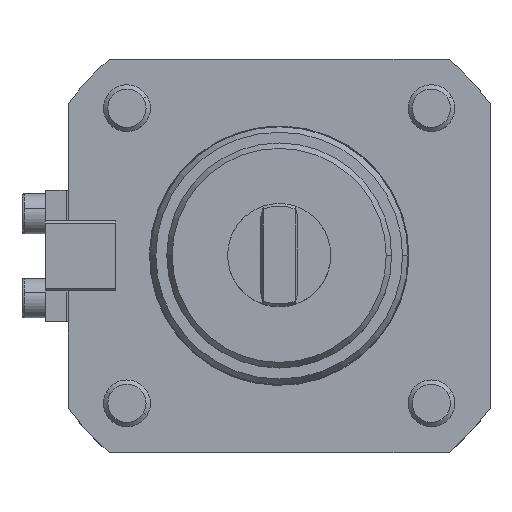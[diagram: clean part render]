
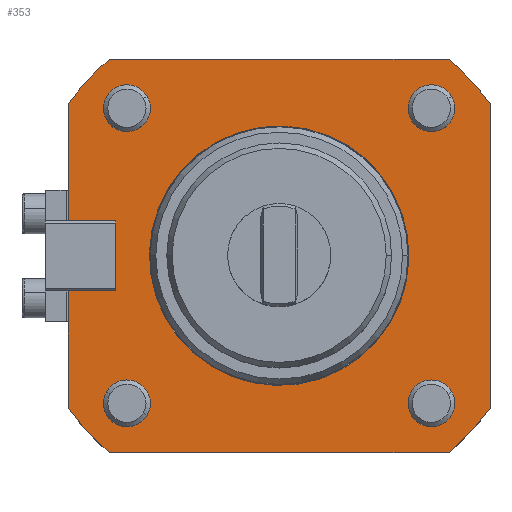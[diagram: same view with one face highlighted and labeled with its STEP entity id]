
A CAD part, top view. The second image highlights one B-rep face of the part: STEP entity #353.
In plain terms, the highlighted planar face has unit normal (0, 0, 1).
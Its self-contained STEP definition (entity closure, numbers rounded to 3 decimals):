
#120=CARTESIAN_POINT('',(-36.28,42.,0.));
#121=VERTEX_POINT('',#120);
#122=CARTESIAN_POINT('',(36.28,42.,-0.));
#123=VERTEX_POINT('',#122);
#124=CARTESIAN_POINT('',(-36.28,42.,0.));
#125=DIRECTION('',(1.,0.,-0.));
#126=VECTOR('',#125,72.56);
#127=LINE('',#124,#126);
#128=EDGE_CURVE('',#121,#123,#127,.T.);
#155=CARTESIAN_POINT('',(0.,-0.,-0.));
#156=DIRECTION('',(0.,-0.,1.));
#157=DIRECTION('',(-0.,-1.,-0.));
#158=AXIS2_PLACEMENT_3D('',#155,#156,#157);
#159=PLANE('',#158);
#160=ORIENTED_EDGE('',*,*,#128,.F.);
#161=CARTESIAN_POINT('',(-45.,32.485,0.));
#162=VERTEX_POINT('',#161);
#163=CARTESIAN_POINT('',(-0.,0.,-0.));
#164=DIRECTION('',(0.,-0.,1.));
#165=DIRECTION('',(-1.,0.,0.));
#166=AXIS2_PLACEMENT_3D('',#163,#164,#165);
#167=CIRCLE('',#166,55.5);
#168=EDGE_CURVE('',#121,#162,#167,.T.);
#169=ORIENTED_EDGE('',*,*,#168,.T.);
#170=CARTESIAN_POINT('',(-45.,7.5,0.));
#171=VERTEX_POINT('',#170);
#172=CARTESIAN_POINT('',(-45.,7.5,0.));
#173=DIRECTION('',(0.,1.,-0.));
#174=VECTOR('',#173,24.985);
#175=LINE('',#172,#174);
#176=EDGE_CURVE('',#171,#162,#175,.T.);
#177=ORIENTED_EDGE('',*,*,#176,.F.);
#178=CARTESIAN_POINT('',(-34.9,7.5,-0.));
#179=VERTEX_POINT('',#178);
#180=CARTESIAN_POINT('',(-34.9,7.5,-0.));
#181=DIRECTION('',(-1.,0.,0.));
#182=VECTOR('',#181,10.1);
#183=LINE('',#180,#182);
#184=EDGE_CURVE('',#179,#171,#183,.T.);
#185=ORIENTED_EDGE('',*,*,#184,.F.);
#186=CARTESIAN_POINT('',(-34.9,-7.5,-0.));
#187=VERTEX_POINT('',#186);
#188=CARTESIAN_POINT('',(-34.9,-7.5,-0.));
#189=DIRECTION('',(0.,1.,0.));
#190=VECTOR('',#189,15.);
#191=LINE('',#188,#190);
#192=EDGE_CURVE('',#187,#179,#191,.T.);
#193=ORIENTED_EDGE('',*,*,#192,.F.);
#194=CARTESIAN_POINT('',(-45.,-7.5,0.));
#195=VERTEX_POINT('',#194);
#196=CARTESIAN_POINT('',(-45.,-7.5,0.));
#197=DIRECTION('',(1.,0.,-0.));
#198=VECTOR('',#197,10.1);
#199=LINE('',#196,#198);
#200=EDGE_CURVE('',#195,#187,#199,.T.);
#201=ORIENTED_EDGE('',*,*,#200,.F.);
#202=CARTESIAN_POINT('',(-45.,-32.485,0.));
#203=VERTEX_POINT('',#202);
#204=CARTESIAN_POINT('',(-45.,-32.485,0.));
#205=DIRECTION('',(0.,1.,0.));
#206=VECTOR('',#205,24.985);
#207=LINE('',#204,#206);
#208=EDGE_CURVE('',#203,#195,#207,.T.);
#209=ORIENTED_EDGE('',*,*,#208,.F.);
#210=CARTESIAN_POINT('',(-36.28,-42.,0.));
#211=VERTEX_POINT('',#210);
#212=CARTESIAN_POINT('',(-0.,0.,-0.));
#213=DIRECTION('',(0.,-0.,1.));
#214=DIRECTION('',(-1.,0.,0.));
#215=AXIS2_PLACEMENT_3D('',#212,#213,#214);
#216=CIRCLE('',#215,55.5);
#217=EDGE_CURVE('',#203,#211,#216,.T.);
#218=ORIENTED_EDGE('',*,*,#217,.T.);
#219=CARTESIAN_POINT('',(36.28,-42.,-0.));
#220=VERTEX_POINT('',#219);
#221=CARTESIAN_POINT('',(36.28,-42.,-0.));
#222=DIRECTION('',(-1.,0.,0.));
#223=VECTOR('',#222,72.56);
#224=LINE('',#221,#223);
#225=EDGE_CURVE('',#220,#211,#224,.T.);
#226=ORIENTED_EDGE('',*,*,#225,.F.);
#227=CARTESIAN_POINT('',(45.,-32.485,-0.));
#228=VERTEX_POINT('',#227);
#229=CARTESIAN_POINT('',(-0.,0.,-0.));
#230=DIRECTION('',(0.,-0.,1.));
#231=DIRECTION('',(-1.,0.,0.));
#232=AXIS2_PLACEMENT_3D('',#229,#230,#231);
#233=CIRCLE('',#232,55.5);
#234=EDGE_CURVE('',#220,#228,#233,.T.);
#235=ORIENTED_EDGE('',*,*,#234,.T.);
#236=CARTESIAN_POINT('',(45.,32.485,-0.));
#237=VERTEX_POINT('',#236);
#238=CARTESIAN_POINT('',(45.,32.485,-0.));
#239=DIRECTION('',(0.,-1.,-0.));
#240=VECTOR('',#239,64.969);
#241=LINE('',#238,#240);
#242=EDGE_CURVE('',#237,#228,#241,.T.);
#243=ORIENTED_EDGE('',*,*,#242,.F.);
#244=CARTESIAN_POINT('',(-0.,0.,-0.));
#245=DIRECTION('',(0.,-0.,1.));
#246=DIRECTION('',(-1.,0.,0.));
#247=AXIS2_PLACEMENT_3D('',#244,#245,#246);
#248=CIRCLE('',#247,55.5);
#249=EDGE_CURVE('',#237,#123,#248,.T.);
#250=ORIENTED_EDGE('',*,*,#249,.T.);
#251=EDGE_LOOP('',(#160,#169,#177,#185,#193,#201,#209,#218,#226,#235,#243,#250));
#252=FACE_BOUND('',#251,.T.);
#253=CARTESIAN_POINT('',(27.5,-0.,-0.));
#254=VERTEX_POINT('',#253);
#255=CARTESIAN_POINT('',(-27.5,-0.,-0.));
#256=VERTEX_POINT('',#255);
#257=CARTESIAN_POINT('',(-0.,0.,-0.));
#258=DIRECTION('',(0.,-0.,1.));
#259=DIRECTION('',(1.,-0.,-0.));
#260=AXIS2_PLACEMENT_3D('',#257,#258,#259);
#261=CIRCLE('',#260,27.5);
#262=EDGE_CURVE('',#254,#256,#261,.T.);
#263=ORIENTED_EDGE('',*,*,#262,.F.);
#264=CARTESIAN_POINT('',(-0.,0.,-0.));
#265=DIRECTION('',(0.,-0.,1.));
#266=DIRECTION('',(1.,-0.,-0.));
#267=AXIS2_PLACEMENT_3D('',#264,#265,#266);
#268=CIRCLE('',#267,27.5);
#269=EDGE_CURVE('',#256,#254,#268,.T.);
#270=ORIENTED_EDGE('',*,*,#269,.F.);
#271=EDGE_LOOP('',(#263,#270));
#272=FACE_BOUND('',#271,.T.);
#273=CARTESIAN_POINT('',(36.83,-29.,-0.));
#274=VERTEX_POINT('',#273);
#275=CARTESIAN_POINT('',(28.17,-34.,-0.));
#276=VERTEX_POINT('',#275);
#277=CARTESIAN_POINT('',(32.5,-31.5,-0.));
#278=DIRECTION('',(-0.,0.,-1.));
#279=DIRECTION('',(-0.866,-0.5,0.));
#280=AXIS2_PLACEMENT_3D('',#277,#278,#279);
#281=CIRCLE('',#280,5.);
#282=EDGE_CURVE('',#274,#276,#281,.T.);
#283=ORIENTED_EDGE('',*,*,#282,.T.);
#284=CARTESIAN_POINT('',(32.5,-31.5,-0.));
#285=DIRECTION('',(-0.,0.,-1.));
#286=DIRECTION('',(-0.866,-0.5,0.));
#287=AXIS2_PLACEMENT_3D('',#284,#285,#286);
#288=CIRCLE('',#287,5.);
#289=EDGE_CURVE('',#276,#274,#288,.T.);
#290=ORIENTED_EDGE('',*,*,#289,.T.);
#291=EDGE_LOOP('',(#283,#290));
#292=FACE_BOUND('',#291,.T.);
#293=CARTESIAN_POINT('',(-28.17,34.,0.));
#294=VERTEX_POINT('',#293);
#295=CARTESIAN_POINT('',(-36.83,29.,0.));
#296=VERTEX_POINT('',#295);
#297=CARTESIAN_POINT('',(-32.5,31.5,0.));
#298=DIRECTION('',(-0.,0.,-1.));
#299=DIRECTION('',(-0.866,-0.5,0.));
#300=AXIS2_PLACEMENT_3D('',#297,#298,#299);
#301=CIRCLE('',#300,5.);
#302=EDGE_CURVE('',#294,#296,#301,.T.);
#303=ORIENTED_EDGE('',*,*,#302,.T.);
#304=CARTESIAN_POINT('',(-32.5,31.5,0.));
#305=DIRECTION('',(-0.,0.,-1.));
#306=DIRECTION('',(-0.866,-0.5,0.));
#307=AXIS2_PLACEMENT_3D('',#304,#305,#306);
#308=CIRCLE('',#307,5.);
#309=EDGE_CURVE('',#296,#294,#308,.T.);
#310=ORIENTED_EDGE('',*,*,#309,.T.);
#311=EDGE_LOOP('',(#303,#310));
#312=FACE_BOUND('',#311,.T.);
#313=CARTESIAN_POINT('',(36.83,34.,-0.));
#314=VERTEX_POINT('',#313);
#315=CARTESIAN_POINT('',(28.17,29.,-0.));
#316=VERTEX_POINT('',#315);
#317=CARTESIAN_POINT('',(32.5,31.5,-0.));
#318=DIRECTION('',(-0.,0.,-1.));
#319=DIRECTION('',(-0.866,-0.5,0.));
#320=AXIS2_PLACEMENT_3D('',#317,#318,#319);
#321=CIRCLE('',#320,5.);
#322=EDGE_CURVE('',#314,#316,#321,.T.);
#323=ORIENTED_EDGE('',*,*,#322,.T.);
#324=CARTESIAN_POINT('',(32.5,31.5,-0.));
#325=DIRECTION('',(-0.,0.,-1.));
#326=DIRECTION('',(-0.866,-0.5,0.));
#327=AXIS2_PLACEMENT_3D('',#324,#325,#326);
#328=CIRCLE('',#327,5.);
#329=EDGE_CURVE('',#316,#314,#328,.T.);
#330=ORIENTED_EDGE('',*,*,#329,.T.);
#331=EDGE_LOOP('',(#323,#330));
#332=FACE_BOUND('',#331,.T.);
#333=CARTESIAN_POINT('',(-36.83,-29.,0.));
#334=VERTEX_POINT('',#333);
#335=CARTESIAN_POINT('',(-28.17,-34.,-0.));
#336=VERTEX_POINT('',#335);
#337=CARTESIAN_POINT('',(-32.5,-31.5,0.));
#338=DIRECTION('',(-0.,0.,-1.));
#339=DIRECTION('',(0.866,-0.5,-0.));
#340=AXIS2_PLACEMENT_3D('',#337,#338,#339);
#341=CIRCLE('',#340,5.);
#342=EDGE_CURVE('',#334,#336,#341,.T.);
#343=ORIENTED_EDGE('',*,*,#342,.T.);
#344=CARTESIAN_POINT('',(-32.5,-31.5,0.));
#345=DIRECTION('',(-0.,0.,-1.));
#346=DIRECTION('',(0.866,-0.5,-0.));
#347=AXIS2_PLACEMENT_3D('',#344,#345,#346);
#348=CIRCLE('',#347,5.);
#349=EDGE_CURVE('',#336,#334,#348,.T.);
#350=ORIENTED_EDGE('',*,*,#349,.T.);
#351=EDGE_LOOP('',(#343,#350));
#352=FACE_BOUND('',#351,.T.);
#353=ADVANCED_FACE('',(#252,#272,#292,#312,#332,#352),#159,.T.);
